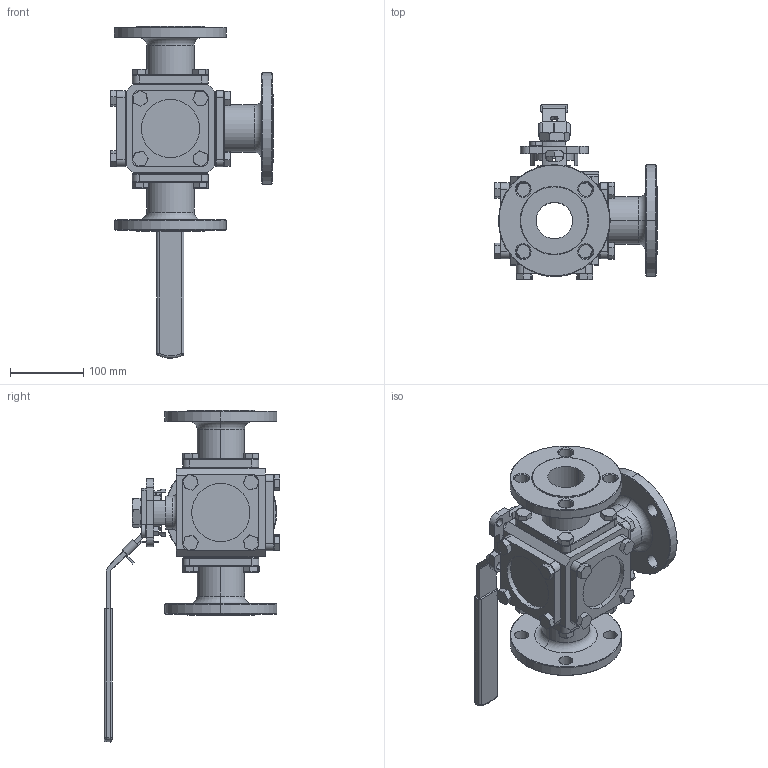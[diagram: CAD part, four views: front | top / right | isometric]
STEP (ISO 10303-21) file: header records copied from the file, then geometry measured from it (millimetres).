
FILE_DESCRIPTION (( 'STEP AP214' ), '1' );
FILE_NAME ('33-F1-0200-XXX.step', '2019-09-30T20:15:30', ( '' ), ( '' ), 'SwSTEP 2.0', 'SolidWorks 2019', '' );
FILE_SCHEMA (( 'AUTOMOTIVE_DESIGN' ));
Length unit declared in the file: millimetre
Products named in the file (2): 33-F1-0200-XXX
Bounding box: 222.2 x 239.45 x 452.81 mm (x, y, z)
Surface area: 415684.9 mm2 (no closed solid volume)
Topology: 0 solids, 36 shells, 672 faces, 1874 edges, 1230 vertices
Faces by surface type: plane 444, cylinder 133, cone 74, torus 15, sphere 4, bspline 2
Entity records: 29200 total; most frequent: CARTESIAN_POINT 4394, DIRECTION 3710, ORIENTED_EDGE 3209, EDGE_CURVE 1870, LINE 1282, VECTOR 1282, VERTEX_POINT 1230, AXIS2_PLACEMENT_3D 1214
